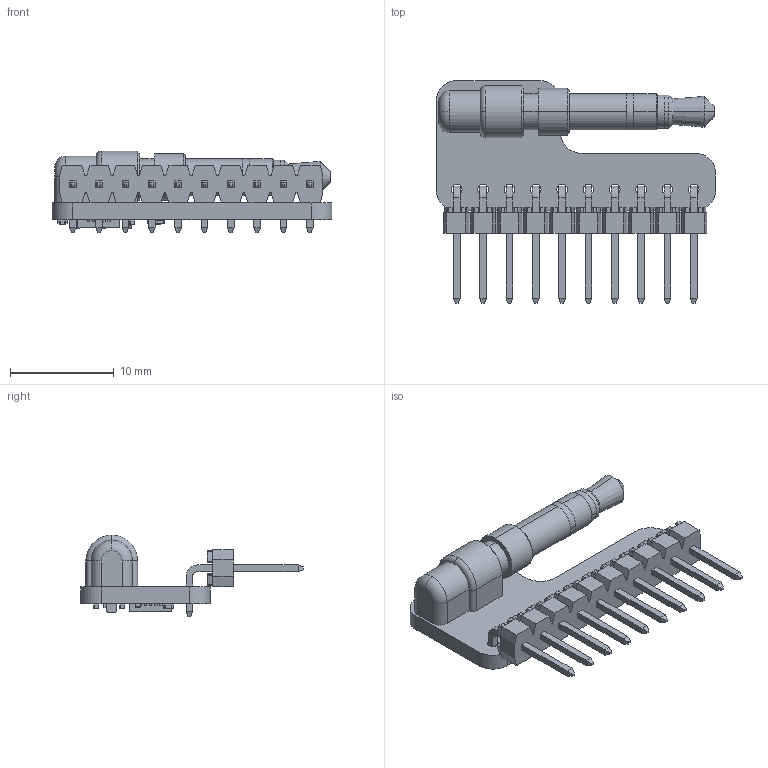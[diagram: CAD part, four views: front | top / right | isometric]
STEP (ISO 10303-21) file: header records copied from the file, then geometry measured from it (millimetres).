
FILE_DESCRIPTION(('Open CASCADE Model'),'2;1');
FILE_NAME('Open CASCADE Shape Model','2023-12-06T16:13:53',('Author'),( 'Open CASCADE'),'Open CASCADE STEP processor 7.5','Open CASCADE 7.5' ,'Unknown');
FILE_SCHEMA(('AUTOMOTIVE_DESIGN { 1 0 10303 214 1 1 1 1 }'));
Length unit declared in the file: millimetre
Products named in the file (25): PCB; Board; Open CASCADE STEP translator 7.5 2.1.1; J2; SP-3533-02; U2; 6197205312; Extruded; C4; Capacitor 0402; C3; R1; Resistor 0402; User Library-R SMD 0402_0402 BODY; User Library-R SMD 0402_0402 PAD; User Library-R SMD 0402_0402 OPIS; R2; YC248; U1; QFN-20; J1; Molex 90121-0770; C2; R3; C1
Assembly tree (29 placements, depth 4):
  PCB
    Board
      Open CASCADE STEP translator 7.5 2.1.1
    J2
      SP-3533-02
    U2
      6197205312
        Extruded
    C4
      Capacitor 0402
    C3
      Capacitor 0402
    R1
      Resistor 0402
        User Library-R SMD 0402_0402 BODY
        User Library-R SMD 0402_0402 PAD  x2
        User Library-R SMD 0402_0402 OPIS
    R2
      YC248
    U1
      QFN-20
    J1
      Molex 90121-0770
    C2
      Capacitor 0402
    R3
      Resistor 0402
        User Library-R SMD 0402_0402 BODY
        User Library-R SMD 0402_0402 PAD  x2
        User Library-R SMD 0402_0402 OPIS
    C1
      Capacitor 0402
Bounding box: 27 x 21.49 x 7.9 mm (x, y, z)
Volume: 933.1 mm3; surface area: 1950 mm2
Topology: 36 solids, 40 shells, 1798 faces, 4547 edges, 2854 vertices
Faces by surface type: plane 1054, cylinder 515, bspline 147, sphere 68, cone 10, torus 4
Full cylindrical faces by diameter (mm): 1.016 x10
Entity records: 53199 total; most frequent: CARTESIAN_POINT 11578, ORIENTED_EDGE 7584, DIRECTION 7411, EDGE_CURVE 3792, LINE 2793, VECTOR 2793, VERTEX_POINT 2468, AXIS2_PLACEMENT_3D 2309
